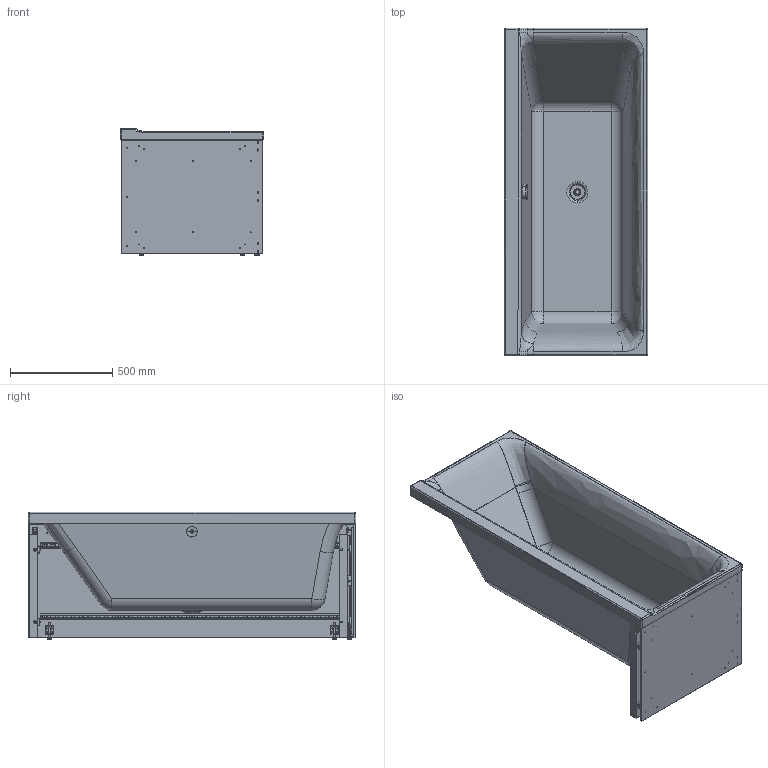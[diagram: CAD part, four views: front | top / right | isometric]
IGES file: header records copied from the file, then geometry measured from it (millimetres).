
Global section: file name: No Iges File Name specified; native system: Autodesk Inventor 2011; preprocessor: AutoDesk Inventor Iges Exporter R2011; author: Administrator; date: 20150619.192602; units: millimetre
Bounding box: 700.24 x 1600.1 x 623.42 mm (x, y, z)
Volume: 22992507.9 mm3; surface area: 8492414.5 mm2
Topology: 58 solids, 58 shells, 3114 faces, 7508 edges, 4499 vertices
Faces by surface type: plane 1020, revolution 807, cylinder 494, bspline 243, cone 214, sphere 178, torus 158
